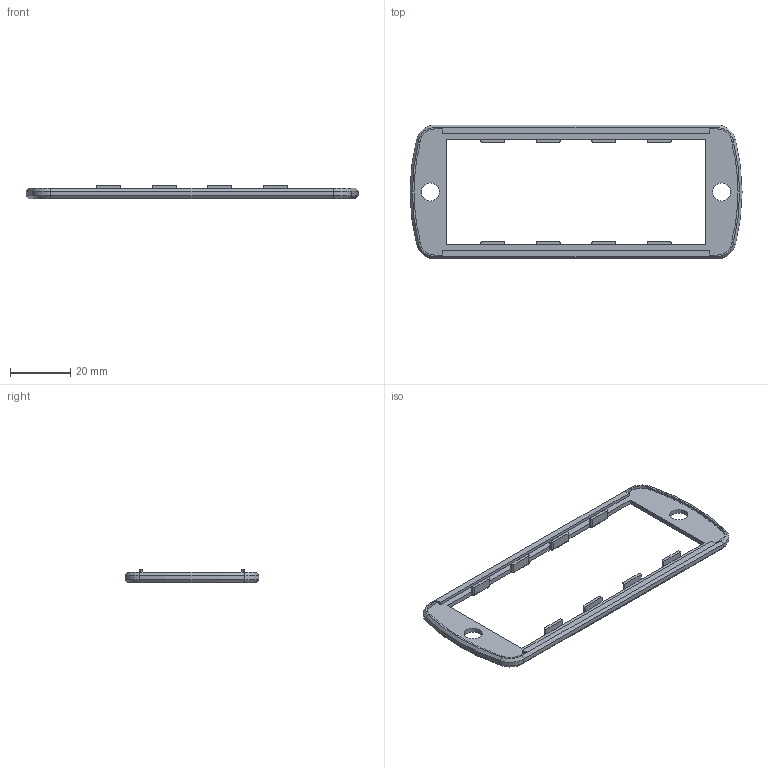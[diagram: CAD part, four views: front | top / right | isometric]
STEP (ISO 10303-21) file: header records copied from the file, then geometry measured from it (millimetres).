
FILE_DESCRIPTION((''),'2;1');
FILE_NAME('84200415_DI 1040-EMV.stp','2009-07-14T09:35:59',('kotzmaier'),(''),'Autodesk Inventor 2009','Autodesk Inventor 2009','');
FILE_SCHEMA(('AUTOMOTIVE_DESIGN { 1 0 10303 214 1 1 1 1 }'));
Length unit declared in the file: millimetre
Products named in the file (1): DI 1040_1008096_3DSYM
Bounding box: 110.6 x 44.6 x 4.5 mm (x, y, z)
Volume: 3625.8 mm3; surface area: 5608.8 mm2
Topology: 1 solids, 1 shells, 188 faces, 488 edges, 288 vertices
Faces by surface type: cylinder 86, plane 74, sphere 16, cone 12
Full cylindrical faces by diameter (mm): 6 x2
Entity records: 5608 total; most frequent: DIRECTION 1032, CARTESIAN_POINT 947, ORIENTED_EDGE 940, EDGE_CURVE 470, AXIS2_PLACEMENT_3D 373, VERTEX_POINT 288, VECTOR 286, LINE 286
